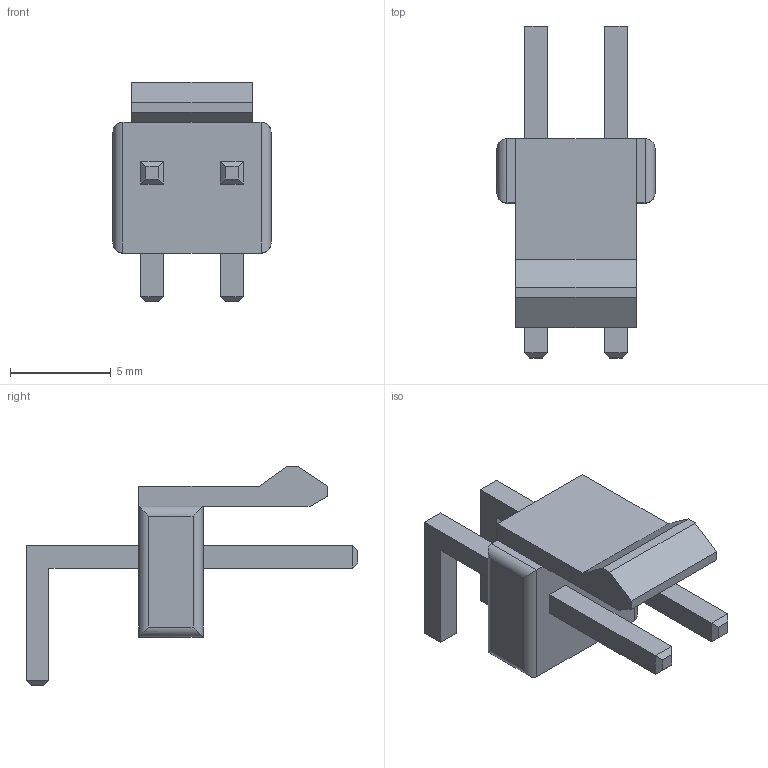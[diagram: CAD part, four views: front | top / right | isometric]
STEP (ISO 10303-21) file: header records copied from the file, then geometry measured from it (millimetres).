
FILE_DESCRIPTION( ( '' ), ' ' );
FILE_NAME( '5aedf2ddb70da10e4468103d.step', '2018-05-05T18:07:25', ( '' ), ( '' ), ' ', ' ', ' ' );
FILE_SCHEMA( ( 'AUTOMOTIVE_DESIGN { 1 0 10303 214 1 1 1 1 }' ) );
Length unit declared in the file: metre
Products named in the file (1): Open CASCADE STEP translator 6.8 1
Bounding box: 7.86 x 16.5 x 10.93 mm (x, y, z)
Volume: 277.6 mm3; surface area: 467.3 mm2
Topology: 1 solids, 1 shells, 64 faces, 148 edges, 90 vertices
Faces by surface type: plane 56, cylinder 8
Entity records: 3020 total; most frequent: CARTESIAN_POINT 303, ORIENTED_EDGE 296, DIRECTION 286, STYLED_ITEM 212, PRESENTATION_STYLE_ASSIGNMENT 212, COLOUR_RGB 212, EDGE_CURVE 148, CURVE_STYLE 148
